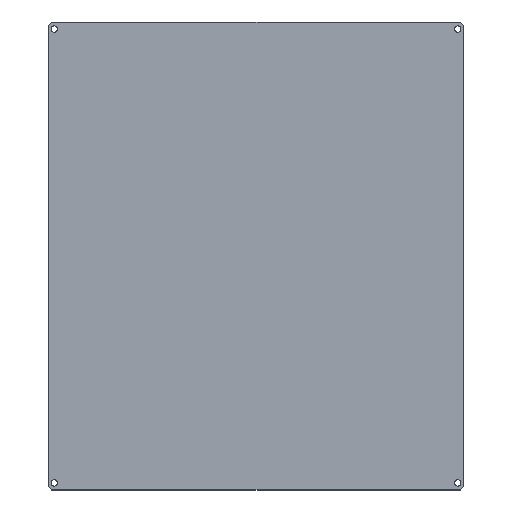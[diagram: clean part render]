
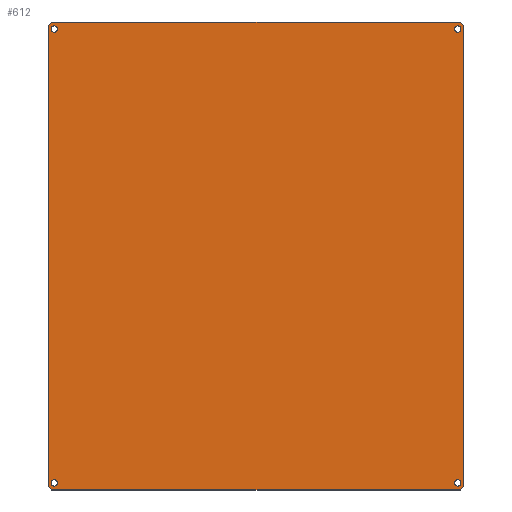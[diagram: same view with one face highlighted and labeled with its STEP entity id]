
A CAD part, top view. The second image highlights one B-rep face of the part: STEP entity #612.
In plain terms, the highlighted planar face has unit normal (0, 0, 1).
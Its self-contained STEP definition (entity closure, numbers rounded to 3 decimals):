
#9 = ORIENTED_EDGE ( 'NONE', *, *, #432, .F. ) ;
#10 = DIRECTION ( 'NONE',  ( 0., 0., 1. ) ) ;
#11 = EDGE_LOOP ( 'NONE', ( #306, #573 ) ) ;
#13 = FACE_BOUND ( 'NONE', #617, .T. ) ;
#14 = DIRECTION ( 'NONE',  ( 0., 0., 1. ) ) ;
#15 = DIRECTION ( 'NONE',  ( 1., 0., 0. ) ) ;
#17 = CARTESIAN_POINT ( 'NONE',  ( -206., -229.5, 2. ) ) ;
#19 = CARTESIAN_POINT ( 'NONE',  ( -206., 229.5, 2. ) ) ;
#23 = VECTOR ( 'NONE', #108, 1000. ) ;
#34 = CARTESIAN_POINT ( 'NONE',  ( 200.5, 225.5, 2. ) ) ;
#36 = CARTESIAN_POINT ( 'NONE',  ( 203.675, -225.5, 2. ) ) ;
#40 = AXIS2_PLACEMENT_3D ( 'NONE', #536, #233, #148 ) ;
#43 = ORIENTED_EDGE ( 'NONE', *, *, #627, .T. ) ;
#51 = CARTESIAN_POINT ( 'NONE',  ( -200.5, 225.5, 2. ) ) ;
#56 = CIRCLE ( 'NONE', #551, 3.175 ) ;
#64 = CARTESIAN_POINT ( 'NONE',  ( 197.325, 225.5, 2. ) ) ;
#67 = PLANE ( 'NONE',  #199 ) ;
#70 = DIRECTION ( 'NONE',  ( -1., 0., 0. ) ) ;
#77 = ORIENTED_EDGE ( 'NONE', *, *, #544, .T. ) ;
#79 = CARTESIAN_POINT ( 'NONE',  ( -206., 229.5, 2. ) ) ;
#80 = VERTEX_POINT ( 'NONE', #169 ) ;
#82 = ORIENTED_EDGE ( 'NONE', *, *, #405, .F. ) ;
#87 = CARTESIAN_POINT ( 'NONE',  ( 203., 232.5, 2. ) ) ;
#89 = ORIENTED_EDGE ( 'NONE', *, *, #245, .F. ) ;
#92 = DIRECTION ( 'NONE',  ( 1., 0., 0. ) ) ;
#97 = VERTEX_POINT ( 'NONE', #562 ) ;
#103 = VERTEX_POINT ( 'NONE', #87 ) ;
#108 = DIRECTION ( 'NONE',  ( 0., 1., 0. ) ) ;
#109 = CARTESIAN_POINT ( 'NONE',  ( -206., -229.5, 2. ) ) ;
#110 = DIRECTION ( 'NONE',  ( 0.707, -0.707, 0. ) ) ;
#112 = ORIENTED_EDGE ( 'NONE', *, *, #376, .T. ) ;
#117 = LINE ( 'NONE', #79, #134 ) ;
#120 = VERTEX_POINT ( 'NONE', #137 ) ;
#127 = VERTEX_POINT ( 'NONE', #262 ) ;
#131 = CARTESIAN_POINT ( 'NONE',  ( 206., -229.5, 2. ) ) ;
#134 = VECTOR ( 'NONE', #414, 1000. ) ;
#137 = CARTESIAN_POINT ( 'NONE',  ( -203.675, 225.5, 2. ) ) ;
#140 = CARTESIAN_POINT ( 'NONE',  ( 200.5, -225.5, 2. ) ) ;
#145 = EDGE_LOOP ( 'NONE', ( #428, #154, #549, #583, #161, #77, #43, #112 ) ) ;
#148 = DIRECTION ( 'NONE',  ( 1., 0., 0. ) ) ;
#150 = EDGE_CURVE ( 'NONE', #127, #80, #117, .T. ) ;
#154 = ORIENTED_EDGE ( 'NONE', *, *, #472, .T. ) ;
#155 = CIRCLE ( 'NONE', #542, 3.175 ) ;
#157 = CARTESIAN_POINT ( 'NONE',  ( 200.5, 225.5, 2. ) ) ;
#159 = FACE_BOUND ( 'NONE', #11, .T. ) ;
#161 = ORIENTED_EDGE ( 'NONE', *, *, #442, .T. ) ;
#167 = VERTEX_POINT ( 'NONE', #560 ) ;
#169 = CARTESIAN_POINT ( 'NONE',  ( -206., 229.5, 2. ) ) ;
#178 = DIRECTION ( 'NONE',  ( 0.707, 0.707, 0. ) ) ;
#179 = EDGE_CURVE ( 'NONE', #120, #195, #593, .T. ) ;
#182 = VECTOR ( 'NONE', #178, 1000. ) ;
#185 = DIRECTION ( 'NONE',  ( 0., 0., 1. ) ) ;
#186 = LINE ( 'NONE', #382, #392 ) ;
#195 = VERTEX_POINT ( 'NONE', #480 ) ;
#196 = EDGE_LOOP ( 'NONE', ( #89, #591 ) ) ;
#199 = AXIS2_PLACEMENT_3D ( 'NONE', #600, #304, #70 ) ;
#203 = CARTESIAN_POINT ( 'NONE',  ( -203.675, -225.5, 2. ) ) ;
#215 = DIRECTION ( 'NONE',  ( 0., -1., 0. ) ) ;
#222 = EDGE_CURVE ( 'NONE', #97, #103, #186, .T. ) ;
#233 = DIRECTION ( 'NONE',  ( 0., 0., 1. ) ) ;
#242 = DIRECTION ( 'NONE',  ( 1., 0., 0. ) ) ;
#244 = ORIENTED_EDGE ( 'NONE', *, *, #323, .F. ) ;
#245 = EDGE_CURVE ( 'NONE', #515, #268, #484, .T. ) ;
#257 = EDGE_CURVE ( 'NONE', #260, #309, #56, .T. ) ;
#258 = LINE ( 'NONE', #109, #383 ) ;
#260 = VERTEX_POINT ( 'NONE', #425 ) ;
#262 = CARTESIAN_POINT ( 'NONE',  ( -203., 232.5, 2. ) ) ;
#265 = DIRECTION ( 'NONE',  ( 1., 0., 0. ) ) ;
#268 = VERTEX_POINT ( 'NONE', #571 ) ;
#277 = VECTOR ( 'NONE', #15, 1000. ) ;
#284 = ORIENTED_EDGE ( 'NONE', *, *, #179, .F. ) ;
#286 = CIRCLE ( 'NONE', #586, 3.175 ) ;
#289 = EDGE_CURVE ( 'NONE', #309, #260, #343, .T. ) ;
#291 = CARTESIAN_POINT ( 'NONE',  ( -200.5, -225.5, 2. ) ) ;
#304 = DIRECTION ( 'NONE',  ( 0., 0., -1. ) ) ;
#306 = ORIENTED_EDGE ( 'NONE', *, *, #257, .F. ) ;
#307 = CARTESIAN_POINT ( 'NONE',  ( 206., -229.5, 2. ) ) ;
#308 = FACE_OUTER_BOUND ( 'NONE', #145, .T. ) ;
#309 = VERTEX_POINT ( 'NONE', #36 ) ;
#310 = LINE ( 'NONE', #339, #409 ) ;
#321 = DIRECTION ( 'NONE',  ( -0.707, 0.707, 0. ) ) ;
#323 = EDGE_CURVE ( 'NONE', #167, #440, #546, .T. ) ;
#328 = CARTESIAN_POINT ( 'NONE',  ( 206., 229.5, 2. ) ) ;
#332 = DIRECTION ( 'NONE',  ( 1., 0., 0. ) ) ;
#333 = AXIS2_PLACEMENT_3D ( 'NONE', #34, #622, #371 ) ;
#334 = VERTEX_POINT ( 'NONE', #487 ) ;
#337 = VECTOR ( 'NONE', #215, 1000. ) ;
#339 = CARTESIAN_POINT ( 'NONE',  ( -203., 232.5, 2. ) ) ;
#341 = DIRECTION ( 'NONE',  ( 1., 0., 0. ) ) ;
#343 = CIRCLE ( 'NONE', #510, 3.175 ) ;
#346 = DIRECTION ( 'NONE',  ( 1., 0., 0. ) ) ;
#371 = DIRECTION ( 'NONE',  ( 1., 0., 0. ) ) ;
#376 = EDGE_CURVE ( 'NONE', #587, #97, #422, .T. ) ;
#382 = CARTESIAN_POINT ( 'NONE',  ( 203., 232.5, 2. ) ) ;
#383 = VECTOR ( 'NONE', #110, 1000. ) ;
#384 = DIRECTION ( 'NONE',  ( 0., 0., 1. ) ) ;
#389 = FACE_BOUND ( 'NONE', #625, .T. ) ;
#392 = VECTOR ( 'NONE', #321, 1000. ) ;
#405 = EDGE_CURVE ( 'NONE', #195, #120, #155, .T. ) ;
#409 = VECTOR ( 'NONE', #493, 1000. ) ;
#411 = AXIS2_PLACEMENT_3D ( 'NONE', #429, #384, #265 ) ;
#414 = DIRECTION ( 'NONE',  ( -0.707, -0.707, 0. ) ) ;
#418 = FACE_BOUND ( 'NONE', #196, .T. ) ;
#422 = LINE ( 'NONE', #328, #23 ) ;
#425 = CARTESIAN_POINT ( 'NONE',  ( 197.325, -225.5, 2. ) ) ;
#428 = ORIENTED_EDGE ( 'NONE', *, *, #222, .T. ) ;
#429 = CARTESIAN_POINT ( 'NONE',  ( -200.5, 225.5, 2. ) ) ;
#432 = EDGE_CURVE ( 'NONE', #440, #167, #286, .T. ) ;
#437 = VERTEX_POINT ( 'NONE', #595 ) ;
#439 = DIRECTION ( 'NONE',  ( 0., 0., 1. ) ) ;
#440 = VERTEX_POINT ( 'NONE', #203 ) ;
#442 = EDGE_CURVE ( 'NONE', #570, #437, #258, .T. ) ;
#472 = EDGE_CURVE ( 'NONE', #103, #127, #310, .T. ) ;
#473 = LINE ( 'NONE', #19, #337 ) ;
#475 = DIRECTION ( 'NONE',  ( 0., 0., 1. ) ) ;
#480 = CARTESIAN_POINT ( 'NONE',  ( -197.325, 225.5, 2. ) ) ;
#484 = CIRCLE ( 'NONE', #333, 3.175 ) ;
#487 = CARTESIAN_POINT ( 'NONE',  ( 203., -232.5, 2. ) ) ;
#493 = DIRECTION ( 'NONE',  ( -1., 0., 0. ) ) ;
#497 = AXIS2_PLACEMENT_3D ( 'NONE', #157, #14, #346 ) ;
#506 = CIRCLE ( 'NONE', #497, 3.175 ) ;
#507 = EDGE_CURVE ( 'NONE', #268, #515, #506, .T. ) ;
#510 = AXIS2_PLACEMENT_3D ( 'NONE', #140, #475, #332 ) ;
#515 = VERTEX_POINT ( 'NONE', #64 ) ;
#536 = CARTESIAN_POINT ( 'NONE',  ( -200.5, -225.5, 2. ) ) ;
#542 = AXIS2_PLACEMENT_3D ( 'NONE', #51, #439, #242 ) ;
#544 = EDGE_CURVE ( 'NONE', #437, #334, #588, .T. ) ;
#546 = CIRCLE ( 'NONE', #40, 3.175 ) ;
#549 = ORIENTED_EDGE ( 'NONE', *, *, #150, .T. ) ;
#551 = AXIS2_PLACEMENT_3D ( 'NONE', #624, #185, #92 ) ;
#560 = CARTESIAN_POINT ( 'NONE',  ( -197.325, -225.5, 2. ) ) ;
#562 = CARTESIAN_POINT ( 'NONE',  ( 206., 229.5, 2. ) ) ;
#570 = VERTEX_POINT ( 'NONE', #17 ) ;
#571 = CARTESIAN_POINT ( 'NONE',  ( 203.675, 225.5, 2. ) ) ;
#573 = ORIENTED_EDGE ( 'NONE', *, *, #289, .F. ) ;
#575 = EDGE_CURVE ( 'NONE', #80, #570, #473, .T. ) ;
#583 = ORIENTED_EDGE ( 'NONE', *, *, #575, .T. ) ;
#586 = AXIS2_PLACEMENT_3D ( 'NONE', #291, #10, #341 ) ;
#587 = VERTEX_POINT ( 'NONE', #307 ) ;
#588 = LINE ( 'NONE', #604, #277 ) ;
#591 = ORIENTED_EDGE ( 'NONE', *, *, #507, .F. ) ;
#593 = CIRCLE ( 'NONE', #411, 3.175 ) ;
#595 = CARTESIAN_POINT ( 'NONE',  ( -203., -232.5, 2. ) ) ;
#600 = CARTESIAN_POINT ( 'NONE',  ( 435.5, 0., 2. ) ) ;
#604 = CARTESIAN_POINT ( 'NONE',  ( -203., -232.5, 2. ) ) ;
#605 = LINE ( 'NONE', #131, #182 ) ;
#612 = ADVANCED_FACE ( 'NONE', ( #159, #389, #308, #418, #13 ), #67, .F. ) ;
#617 = EDGE_LOOP ( 'NONE', ( #9, #244 ) ) ;
#622 = DIRECTION ( 'NONE',  ( 0., 0., 1. ) ) ;
#624 = CARTESIAN_POINT ( 'NONE',  ( 200.5, -225.5, 2. ) ) ;
#625 = EDGE_LOOP ( 'NONE', ( #284, #82 ) ) ;
#627 = EDGE_CURVE ( 'NONE', #334, #587, #605, .T. ) ;
